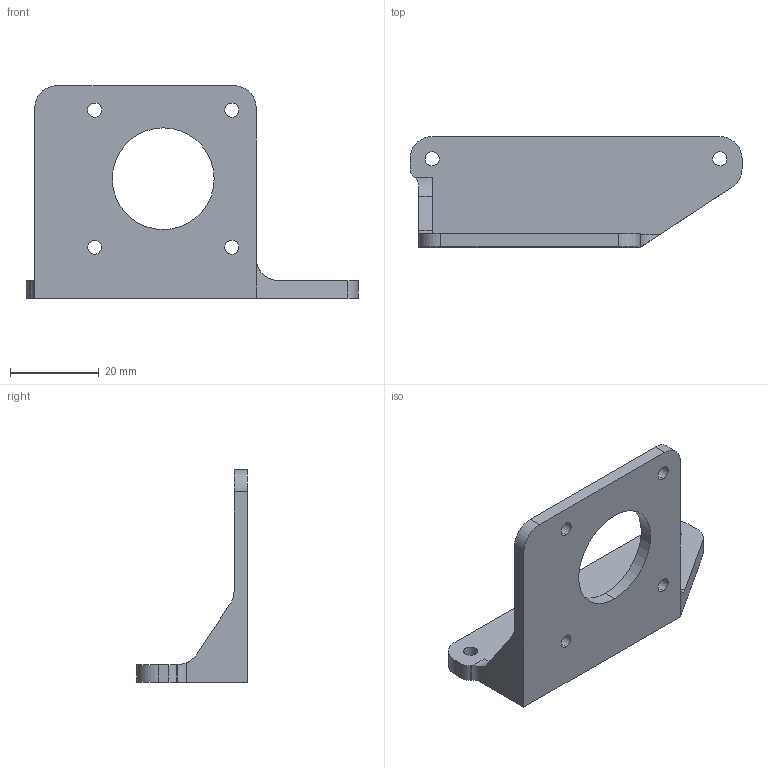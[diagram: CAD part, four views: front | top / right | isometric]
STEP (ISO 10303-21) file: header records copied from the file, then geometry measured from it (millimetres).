
FILE_DESCRIPTION (( 'STEP AP214' ), '1' );
FILE_NAME ('萇儂釱.STEP', '2024-12-20T11:38:20', ( '' ), ( '' ), 'SwSTEP 2.0', 'SolidWorks 2023', '' );
FILE_SCHEMA (( 'AUTOMOTIVE_DESIGN' ));
Length unit declared in the file: millimetre
Products named in the file (1): 电机座
Bounding box: 75 x 25 x 48 mm (x, y, z)
Volume: 12038.9 mm3; surface area: 8305.6 mm2
Topology: 1 solids, 1 shells, 38 faces, 107 edges, 71 vertices
Faces by surface type: cylinder 24, plane 14
Entity records: 1306 total; most frequent: DIRECTION 230, CARTESIAN_POINT 227, ORIENTED_EDGE 214, EDGE_CURVE 107, AXIS2_PLACEMENT_3D 86, VERTEX_POINT 71, LINE 58, VECTOR 58
